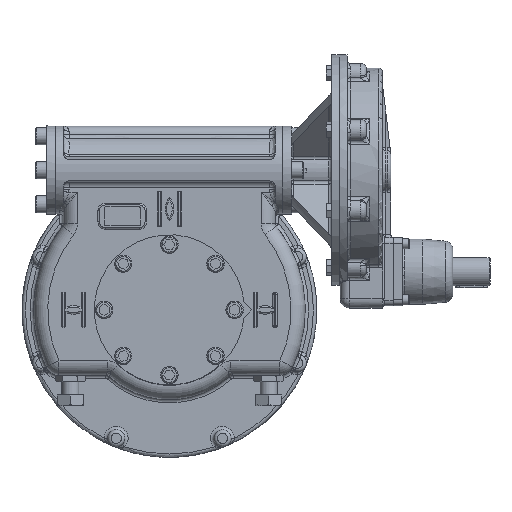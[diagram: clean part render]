
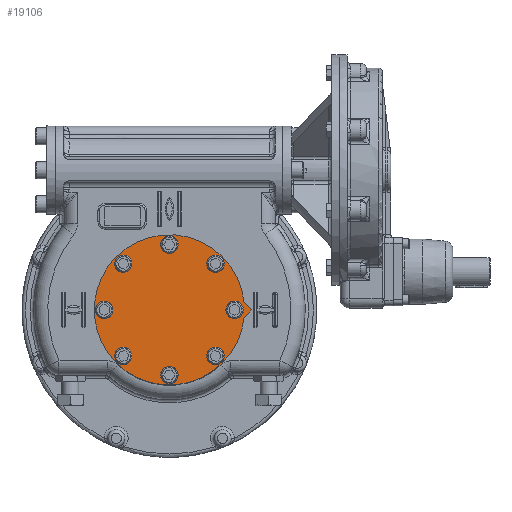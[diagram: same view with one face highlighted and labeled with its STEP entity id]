
A CAD part, top view. The second image highlights one B-rep face of the part: STEP entity #19106.
In plain terms, the highlighted planar face has unit normal (0, 0, 1).
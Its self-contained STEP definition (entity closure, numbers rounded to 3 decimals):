
#1504=CIRCLE('',#21645,132.5);
#1513=CIRCLE('',#21658,10.5);
#1514=CIRCLE('',#21659,10.5);
#1515=CIRCLE('',#21660,10.5);
#1516=CIRCLE('',#21661,10.5);
#1517=CIRCLE('',#21662,10.5);
#1518=CIRCLE('',#21663,10.5);
#1519=CIRCLE('',#21664,10.5);
#1520=CIRCLE('',#21665,10.5);
#2828=LINE('',#50083,#3915);
#2831=LINE('',#50088,#3918);
#3915=VECTOR('',#26293,1000.);
#3918=VECTOR('',#26298,1000.);
#7955=ORIENTED_EDGE('',*,*,#11547,.F.);
#7956=ORIENTED_EDGE('',*,*,#11548,.F.);
#7957=ORIENTED_EDGE('',*,*,#11549,.F.);
#7958=ORIENTED_EDGE('',*,*,#11550,.F.);
#7959=ORIENTED_EDGE('',*,*,#11551,.F.);
#7960=ORIENTED_EDGE('',*,*,#11552,.F.);
#7961=ORIENTED_EDGE('',*,*,#11553,.F.);
#7962=ORIENTED_EDGE('',*,*,#11554,.F.);
#7963=ORIENTED_EDGE('',*,*,#11532,.F.);
#7964=ORIENTED_EDGE('',*,*,#11538,.F.);
#7965=ORIENTED_EDGE('',*,*,#11535,.F.);
#11532=EDGE_CURVE('',#13762,#13763,#1504,.T.);
#11535=EDGE_CURVE('',#13763,#13765,#2828,.T.);
#11538=EDGE_CURVE('',#13765,#13762,#2831,.T.);
#11547=EDGE_CURVE('',#13774,#13774,#1513,.T.);
#11548=EDGE_CURVE('',#13775,#13775,#1514,.T.);
#11549=EDGE_CURVE('',#13776,#13776,#1515,.T.);
#11550=EDGE_CURVE('',#13777,#13777,#1516,.T.);
#11551=EDGE_CURVE('',#13778,#13778,#1517,.T.);
#11552=EDGE_CURVE('',#13779,#13779,#1518,.T.);
#11553=EDGE_CURVE('',#13780,#13780,#1519,.T.);
#11554=EDGE_CURVE('',#13781,#13781,#1520,.T.);
#13762=VERTEX_POINT('',#50076);
#13763=VERTEX_POINT('',#50078);
#13765=VERTEX_POINT('',#50084);
#13774=VERTEX_POINT('',#50108);
#13775=VERTEX_POINT('',#50110);
#13776=VERTEX_POINT('',#50112);
#13777=VERTEX_POINT('',#50114);
#13778=VERTEX_POINT('',#50116);
#13779=VERTEX_POINT('',#50118);
#13780=VERTEX_POINT('',#50120);
#13781=VERTEX_POINT('',#50122);
#16019=EDGE_LOOP('',(#7955));
#16020=EDGE_LOOP('',(#7956));
#16021=EDGE_LOOP('',(#7957));
#16022=EDGE_LOOP('',(#7958));
#16023=EDGE_LOOP('',(#7959));
#16024=EDGE_LOOP('',(#7960));
#16025=EDGE_LOOP('',(#7961));
#16026=EDGE_LOOP('',(#7962));
#16027=EDGE_LOOP('',(#7963,#7964,#7965));
#17435=FACE_BOUND('',#16019,.T.);
#17436=FACE_BOUND('',#16020,.T.);
#17437=FACE_BOUND('',#16021,.T.);
#17438=FACE_BOUND('',#16022,.T.);
#17439=FACE_BOUND('',#16023,.T.);
#17440=FACE_BOUND('',#16024,.T.);
#17441=FACE_BOUND('',#16025,.T.);
#17442=FACE_BOUND('',#16026,.T.);
#17443=FACE_BOUND('',#16027,.T.);
#18175=PLANE('',#21657);
#19106=ADVANCED_FACE('',(#17435,#17436,#17437,#17438,#17439,#17440,#17441,
#17442,#17443),#18175,.F.);
#21645=AXIS2_PLACEMENT_3D('',#50077,#26287,#26288);
#21657=AXIS2_PLACEMENT_3D('',#50106,#26317,#26318);
#21658=AXIS2_PLACEMENT_3D('',#50107,#26319,#26320);
#21659=AXIS2_PLACEMENT_3D('',#50109,#26321,#26322);
#21660=AXIS2_PLACEMENT_3D('',#50111,#26323,#26324);
#21661=AXIS2_PLACEMENT_3D('',#50113,#26325,#26326);
#21662=AXIS2_PLACEMENT_3D('',#50115,#26327,#26328);
#21663=AXIS2_PLACEMENT_3D('',#50117,#26329,#26330);
#21664=AXIS2_PLACEMENT_3D('',#50119,#26331,#26332);
#21665=AXIS2_PLACEMENT_3D('',#50121,#26333,#26334);
#26287=DIRECTION('',(0.,0.,-1.));
#26288=DIRECTION('',(1.,0.,0.));
#26293=DIRECTION('',(0.707,-0.707,0.));
#26298=DIRECTION('',(-0.707,-0.707,0.));
#26317=DIRECTION('',(0.,0.,-1.));
#26318=DIRECTION('',(-1.,0.,0.));
#26319=DIRECTION('',(0.,0.,1.));
#26320=DIRECTION('',(1.,0.,0.));
#26321=DIRECTION('',(0.,0.,1.));
#26322=DIRECTION('',(0.707,-0.707,0.));
#26323=DIRECTION('',(0.,0.,1.));
#26324=DIRECTION('',(0.,-1.,0.));
#26325=DIRECTION('',(0.,0.,1.));
#26326=DIRECTION('',(-0.707,-0.707,0.));
#26327=DIRECTION('',(0.,0.,1.));
#26328=DIRECTION('',(-1.,0.,0.));
#26329=DIRECTION('',(0.,0.,1.));
#26330=DIRECTION('',(-0.707,0.707,0.));
#26331=DIRECTION('',(0.,0.,1.));
#26332=DIRECTION('',(0.,1.,0.));
#26333=DIRECTION('',(0.,0.,1.));
#26334=DIRECTION('',(0.707,0.707,0.));
#50076=CARTESIAN_POINT('',(131.845,-13.155,70.25));
#50077=CARTESIAN_POINT('',(0.,0.,70.25));
#50078=CARTESIAN_POINT('',(131.845,13.155,70.25));
#50083=CARTESIAN_POINT('',(131.845,13.155,70.25));
#50084=CARTESIAN_POINT('',(145.,0.,70.25));
#50088=CARTESIAN_POINT('',(145.,0.,70.25));
#50106=CARTESIAN_POINT('',(0.,0.,70.25));
#50107=CARTESIAN_POINT('',(0.,115.,70.25));
#50108=CARTESIAN_POINT('',(10.5,115.,70.25));
#50109=CARTESIAN_POINT('',(81.317,81.317,70.25));
#50110=CARTESIAN_POINT('',(88.742,73.893,70.25));
#50111=CARTESIAN_POINT('',(115.,0.,70.25));
#50112=CARTESIAN_POINT('',(115.,-10.5,70.25));
#50113=CARTESIAN_POINT('',(81.317,-81.317,70.25));
#50114=CARTESIAN_POINT('',(73.893,-88.742,70.25));
#50115=CARTESIAN_POINT('',(0.,-115.,70.25));
#50116=CARTESIAN_POINT('',(-10.5,-115.,70.25));
#50117=CARTESIAN_POINT('',(-81.317,-81.317,70.25));
#50118=CARTESIAN_POINT('',(-88.742,-73.893,70.25));
#50119=CARTESIAN_POINT('',(-115.,0.,70.25));
#50120=CARTESIAN_POINT('',(-115.,10.5,70.25));
#50121=CARTESIAN_POINT('',(-81.317,81.317,70.25));
#50122=CARTESIAN_POINT('',(-73.893,88.742,70.25));
